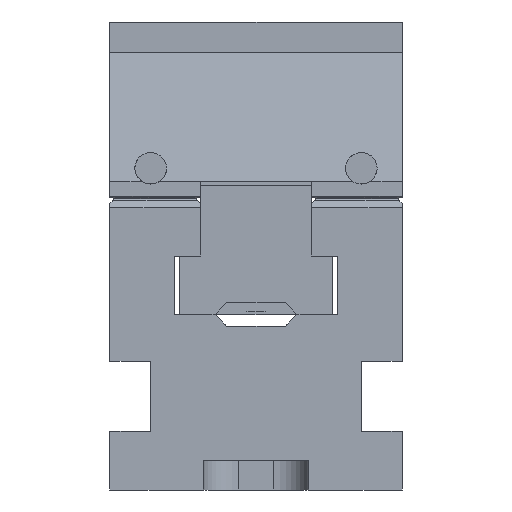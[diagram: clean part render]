
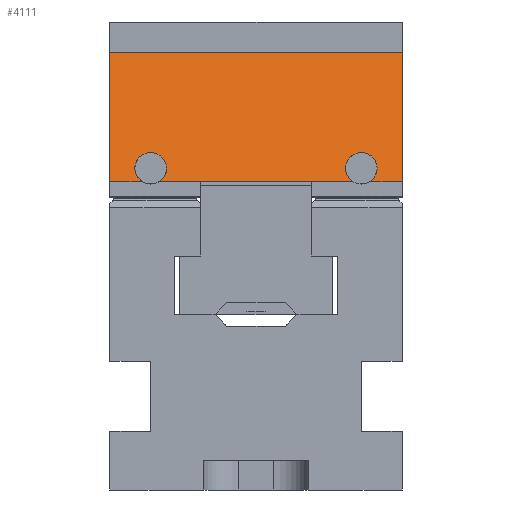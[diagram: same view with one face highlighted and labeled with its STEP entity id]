
A CAD part, front view. The second image highlights one B-rep face of the part: STEP entity #4111.
In plain terms, the highlighted face is planar.
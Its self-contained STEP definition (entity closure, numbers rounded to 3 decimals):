
#4111 = ADVANCED_FACE( '', ( #11111 ), #11112, .T. );
#11111 = FACE_OUTER_BOUND( '', #21230, .T. );
#11112 = PLANE( '', #21231 );
#21230 = EDGE_LOOP( '', ( #33942, #33943, #33944, #33945, #33946, #33947, #33948, #33949, #33950, #33951, #33952, #33953 ) );
#21231 = AXIS2_PLACEMENT_3D( '', #33954, #33955, #33956 );
#33942 = ORIENTED_EDGE( '', *, *, #65584, .F. );
#33943 = ORIENTED_EDGE( '', *, *, #63907, .T. );
#33944 = ORIENTED_EDGE( '', *, *, #65585, .F. );
#33945 = ORIENTED_EDGE( '', *, *, #63905, .T. );
#33946 = ORIENTED_EDGE( '', *, *, #65586, .F. );
#33947 = ORIENTED_EDGE( '', *, *, #65587, .F. );
#33948 = ORIENTED_EDGE( '', *, *, #65588, .T. );
#33949 = ORIENTED_EDGE( '', *, *, #65589, .T. );
#33950 = ORIENTED_EDGE( '', *, *, #64098, .F. );
#33951 = ORIENTED_EDGE( '', *, *, #65590, .T. );
#33952 = ORIENTED_EDGE( '', *, *, #65591, .F. );
#33953 = ORIENTED_EDGE( '', *, *, #65592, .F. );
#33954 = CARTESIAN_POINT( '', ( 25., 11.85, 12.5 ) );
#33955 = DIRECTION( '', ( 0., 0.966, 0.259 ) );
#33956 = DIRECTION( '', ( 0., -0.259, 0.966 ) );
#63905 = EDGE_CURVE( '', #77567, #77565, #77568, .T. );
#63907 = EDGE_CURVE( '', #77571, #77569, #77572, .T. );
#64098 = EDGE_CURVE( '', #77914, #77915, #77916, .T. );
#65584 = EDGE_CURVE( '', #77571, #80743, #80744, .T. );
#65585 = EDGE_CURVE( '', #77567, #77569, #80745, .T. );
#65586 = EDGE_CURVE( '', #80746, #77565, #80747, .T. );
#65587 = EDGE_CURVE( '', #80748, #80746, #80749, .T. );
#65588 = EDGE_CURVE( '', #80748, #80750, #80751, .T. );
#65589 = EDGE_CURVE( '', #80750, #77915, #80752, .T. );
#65590 = EDGE_CURVE( '', #77914, #80753, #80754, .T. );
#65591 = EDGE_CURVE( '', #80755, #80753, #80756, .T. );
#65592 = EDGE_CURVE( '', #80743, #80755, #80757, .T. );
#77565 = VERTEX_POINT( '', #97708 );
#77567 = VERTEX_POINT( '', #97711 );
#77568 = LINE( '', #97712, #97713 );
#77569 = VERTEX_POINT( '', #97714 );
#77571 = VERTEX_POINT( '', #97716 );
#77572 = LINE( '', #97717, #97718 );
#77914 = VERTEX_POINT( '', #98208 );
#77915 = VERTEX_POINT( '', #98209 );
#77916 = ELLIPSE( '', #98210, 2.795, 2.7 );
#80743 = VERTEX_POINT( '', #102469 );
#80744 = LINE( '', #102470, #102471 );
#80745 = ELLIPSE( '', #102472, 2.795, 2.7 );
#80746 = VERTEX_POINT( '', #102473 );
#80747 = LINE( '', #102474, #102475 );
#80748 = VERTEX_POINT( '', #102476 );
#80749 = LINE( '', #102477, #102478 );
#80750 = VERTEX_POINT( '', #102479 );
#80751 = LINE( '', #102480, #102481 );
#80752 = LINE( '', #102482, #102483 );
#80753 = VERTEX_POINT( '', #102484 );
#80754 = LINE( '', #102485, #102486 );
#80755 = VERTEX_POINT( '', #102487 );
#80756 = LINE( '', #102488, #102489 );
#80757 = LINE( '', #102490, #102491 );
#97708 = CARTESIAN_POINT( '', ( -25., 17.75, -9.519 ) );
#97711 = CARTESIAN_POINT( '', ( -19.463, 17.75, -9.519 ) );
#97712 = CARTESIAN_POINT( '', ( 25., 17.75, -9.519 ) );
#97713 = VECTOR( '', #125247, 1000. );
#97714 = CARTESIAN_POINT( '', ( -16.537, 17.75, -9.519 ) );
#97716 = CARTESIAN_POINT( '', ( -9.5, 17.75, -9.519 ) );
#97717 = CARTESIAN_POINT( '', ( 25., 17.75, -9.519 ) );
#97718 = VECTOR( '', #125251, 1000. );
#98208 = CARTESIAN_POINT( '', ( 16.537, 17.75, -9.519 ) );
#98209 = CARTESIAN_POINT( '', ( 19.463, 17.75, -9.519 ) );
#98210 = AXIS2_PLACEMENT_3D( '', #125412, #125413, #125414 );
#102469 = CARTESIAN_POINT( '', ( -9.5, 17.745, -9.5 ) );
#102470 = CARTESIAN_POINT( '', ( -9.5, 11.85, 12.5 ) );
#102471 = VECTOR( '', #126892, 1000. );
#102472 = AXIS2_PLACEMENT_3D( '', #126893, #126894, #126895 );
#102473 = CARTESIAN_POINT( '', ( -25., 11.85, 12.5 ) );
#102474 = CARTESIAN_POINT( '', ( -25., 11.85, 12.5 ) );
#102475 = VECTOR( '', #126896, 1000. );
#102476 = CARTESIAN_POINT( '', ( 25., 11.85, 12.5 ) );
#102477 = CARTESIAN_POINT( '', ( 25., 11.85, 12.5 ) );
#102478 = VECTOR( '', #126897, 1000. );
#102479 = CARTESIAN_POINT( '', ( 25., 17.75, -9.519 ) );
#102480 = CARTESIAN_POINT( '', ( 25., 11.85, 12.5 ) );
#102481 = VECTOR( '', #126898, 1000. );
#102482 = CARTESIAN_POINT( '', ( 25., 17.75, -9.519 ) );
#102483 = VECTOR( '', #126899, 1000. );
#102484 = CARTESIAN_POINT( '', ( 9.5, 17.75, -9.519 ) );
#102485 = CARTESIAN_POINT( '', ( 25., 17.75, -9.519 ) );
#102486 = VECTOR( '', #126900, 1000. );
#102487 = CARTESIAN_POINT( '', ( 9.5, 17.745, -9.5 ) );
#102488 = CARTESIAN_POINT( '', ( 9.5, 11.85, 12.5 ) );
#102489 = VECTOR( '', #126901, 1000. );
#102490 = CARTESIAN_POINT( '', ( 25., 17.745, -9.5 ) );
#102491 = VECTOR( '', #126902, 1000. );
#125247 = DIRECTION( '', ( -1., 0., 0. ) );
#125251 = DIRECTION( '', ( -1., 0., 0. ) );
#125412 = CARTESIAN_POINT( '', ( 18., 17.142, -7.25 ) );
#125413 = DIRECTION( '', ( 0., 0.966, 0.259 ) );
#125414 = DIRECTION( '', ( 0., 0.259, -0.966 ) );
#126892 = DIRECTION( '', ( 0., -0.259, 0.966 ) );
#126893 = CARTESIAN_POINT( '', ( -18., 17.142, -7.25 ) );
#126894 = DIRECTION( '', ( 0., 0.966, 0.259 ) );
#126895 = DIRECTION( '', ( 0., 0.259, -0.966 ) );
#126896 = DIRECTION( '', ( 0., 0.259, -0.966 ) );
#126897 = DIRECTION( '', ( -1., 0., 0. ) );
#126898 = DIRECTION( '', ( 0., 0.259, -0.966 ) );
#126899 = DIRECTION( '', ( -1., 0., 0. ) );
#126900 = DIRECTION( '', ( -1., 0., 0. ) );
#126901 = DIRECTION( '', ( 0., 0.259, -0.966 ) );
#126902 = DIRECTION( '', ( 1., 0., 0. ) );
